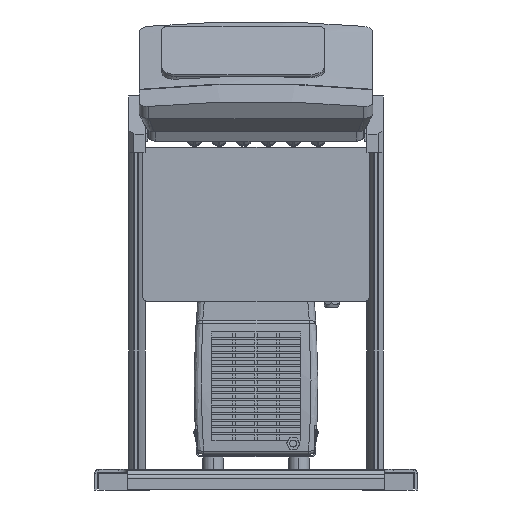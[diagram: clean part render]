
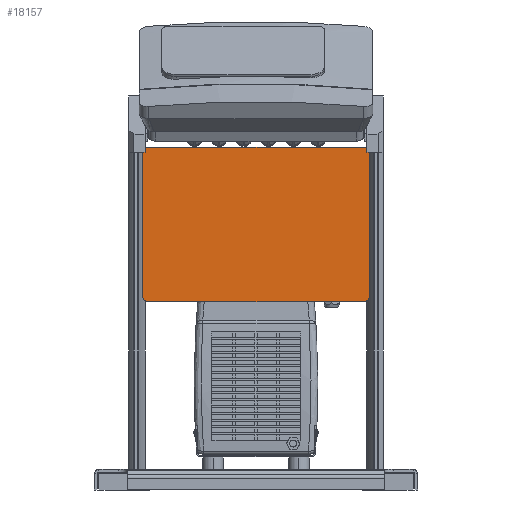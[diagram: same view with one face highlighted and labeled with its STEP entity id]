
A CAD part, front view. The second image highlights one B-rep face of the part: STEP entity #18157.
In plain terms, the highlighted free-form (B-spline) face has degree [1, 1] with [2, 2] control points.
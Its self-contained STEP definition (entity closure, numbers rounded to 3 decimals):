
#16963=CARTESIAN_POINT('',(165.,-210.249,488.95));
#16964=VERTEX_POINT('',#16963);
#16973=CARTESIAN_POINT('',(165.,-210.249,281.95));
#16974=VERTEX_POINT('',#16973);
#16975=CARTESIAN_POINT('',(165.,-210.249,488.95));
#16976=DIRECTION('',(0.0,0.0,-1.0));
#16977=VECTOR('',#16976,207.0);
#16978=LINE('',#16975,#16977);
#16979=EDGE_CURVE('',#16964,#16974,#16978,.T.);
#17071=CARTESIAN_POINT('',(-165.,-210.249,281.95));
#17072=VERTEX_POINT('',#17071);
#17081=CARTESIAN_POINT('',(-165.,-210.249,488.95));
#17082=VERTEX_POINT('',#17081);
#17083=CARTESIAN_POINT('',(-165.,-210.249,281.95));
#17084=DIRECTION('',(0.0,0.0,1.0));
#17085=VECTOR('',#17084,207.);
#17086=LINE('',#17083,#17085);
#17087=EDGE_CURVE('',#17072,#17082,#17086,.T.);
#17443=CARTESIAN_POINT('',(-156.,-210.249,272.95));
#17444=VERTEX_POINT('',#17443);
#17451=CARTESIAN_POINT('',(-156.,-210.249,281.95));
#17452=DIRECTION('',(0.0,1.0,0.0));
#17453=DIRECTION('',(1.0,0.0,0.0));
#17454=AXIS2_PLACEMENT_3D('',#17451,#17452,#17453);
#17455=CIRCLE('',#17454,9.0);
#17456=EDGE_CURVE('',#17444,#17072,#17455,.T.);
#17568=CARTESIAN_POINT('',(-156.,-210.249,497.95));
#17569=VERTEX_POINT('',#17568);
#17570=CARTESIAN_POINT('',(-156.,-210.249,488.95));
#17571=DIRECTION('',(0.0,1.0,0.0));
#17572=DIRECTION('',(1.0,0.0,0.0));
#17573=AXIS2_PLACEMENT_3D('',#17570,#17571,#17572);
#17574=CIRCLE('',#17573,9.0);
#17575=EDGE_CURVE('',#17082,#17569,#17574,.T.);
#17594=CARTESIAN_POINT('',(156.,-210.249,497.95));
#17595=VERTEX_POINT('',#17594);
#17596=CARTESIAN_POINT('',(156.,-210.249,497.95));
#17597=DIRECTION('',(-1.0,0.0,0.0));
#17598=VECTOR('',#17597,312.0);
#17599=LINE('',#17596,#17598);
#17600=EDGE_CURVE('',#17569,#17595,#17599,.F.);
#17619=CARTESIAN_POINT('',(156.,-210.249,488.95));
#17620=DIRECTION('',(0.0,1.0,0.0));
#17621=DIRECTION('',(1.0,0.0,0.0));
#17622=AXIS2_PLACEMENT_3D('',#17619,#17620,#17621);
#17623=CIRCLE('',#17622,9.0);
#17624=EDGE_CURVE('',#17595,#16964,#17623,.T.);
#17635=CARTESIAN_POINT('',(156.,-210.249,272.95));
#17636=VERTEX_POINT('',#17635);
#17637=CARTESIAN_POINT('',(156.,-210.249,281.95));
#17638=DIRECTION('',(0.0,1.0,0.0));
#17639=DIRECTION('',(1.0,0.0,0.0));
#17640=AXIS2_PLACEMENT_3D('',#17637,#17638,#17639);
#17641=CIRCLE('',#17640,9.0);
#17642=EDGE_CURVE('',#16974,#17636,#17641,.T.);
#17661=CARTESIAN_POINT('',(-156.,-210.249,272.95));
#17662=DIRECTION('',(1.0,0.0,0.0));
#17663=VECTOR('',#17662,312.0);
#17664=LINE('',#17661,#17663);
#17665=EDGE_CURVE('',#17636,#17444,#17664,.F.);
#18142=CARTESIAN_POINT('',(165.,-210.249,497.95));
#18143=CARTESIAN_POINT('',(165.,-210.249,272.95));
#18144=CARTESIAN_POINT('',(-165.,-210.249,497.95));
#18145=CARTESIAN_POINT('',(-165.,-210.249,272.95));
#18146=B_SPLINE_SURFACE_WITH_KNOTS('',1,1,((#18142,#18144),(#18143,#18145)),.UNSPECIFIED.,.F.,.F.,.U.,(2,2),(2,2),(0.0,225.),(0.0,330.),.UNSPECIFIED.);
#18147=ORIENTED_EDGE('',*,*,#17624,.F.);
#18148=ORIENTED_EDGE('',*,*,#17600,.F.);
#18149=ORIENTED_EDGE('',*,*,#17575,.F.);
#18150=ORIENTED_EDGE('',*,*,#17087,.F.);
#18151=ORIENTED_EDGE('',*,*,#17456,.F.);
#18152=ORIENTED_EDGE('',*,*,#17665,.F.);
#18153=ORIENTED_EDGE('',*,*,#17642,.F.);
#18154=ORIENTED_EDGE('',*,*,#16979,.F.);
#18155=EDGE_LOOP('',(#18147,#18148,#18149,#18150,#18151,#18152,#18153,#18154));
#18156=FACE_OUTER_BOUND('',#18155,.T.);
#18157=ADVANCED_FACE('',(#18156),#18146,.F.);
